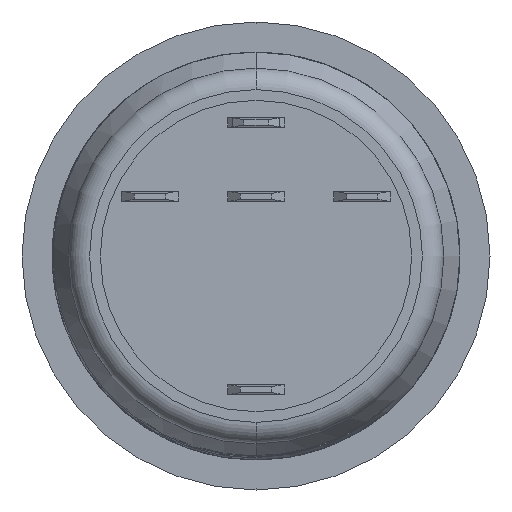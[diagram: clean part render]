
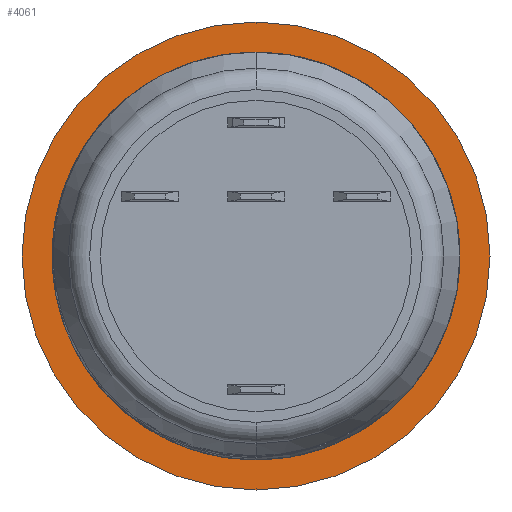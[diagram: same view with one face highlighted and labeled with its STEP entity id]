
A CAD part, front view. The second image highlights one B-rep face of the part: STEP entity #4061.
In plain terms, the highlighted planar face has unit normal (0, -1, 0).
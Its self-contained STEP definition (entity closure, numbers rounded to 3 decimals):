
#31 = AXIS2_PLACEMENT_3D ( 'NONE', #3182, #5512, #9250 ) ;
#544 = CARTESIAN_POINT ( 'NONE',  ( -7.9, 0., 0. ) ) ;
#576 = DIRECTION ( 'NONE',  ( 0., 0., -1. ) ) ;
#770 = CIRCLE ( 'NONE', #4256, 10.9 ) ;
#862 = EDGE_CURVE ( 'NONE', #6306, #2533, #770, .T. ) ;
#886 = CARTESIAN_POINT ( 'NONE',  ( -7.9, 0., -10.9 ) ) ;
#1742 = VERTEX_POINT ( 'NONE', #8144 ) ;
#1826 = AXIS2_PLACEMENT_3D ( 'NONE', #4222, #8771, #5685 ) ;
#2247 = EDGE_CURVE ( 'NONE', #2533, #6306, #8349, .T. ) ;
#2271 = DIRECTION ( 'NONE',  ( 0., 0., -1. ) ) ;
#2374 = ORIENTED_EDGE ( 'NONE', *, *, #862, .T. ) ;
#2533 = VERTEX_POINT ( 'NONE', #886 ) ;
#3115 = EDGE_LOOP ( 'NONE', ( #8460, #2374 ) ) ;
#3160 = EDGE_CURVE ( 'NONE', #1742, #4116, #5987, .T. ) ;
#3182 = CARTESIAN_POINT ( 'NONE',  ( -7.9, 0., 0. ) ) ;
#3441 = EDGE_CURVE ( 'NONE', #4116, #1742, #7878, .T. ) ;
#3790 = DIRECTION ( 'NONE',  ( 0., -1., 0. ) ) ;
#4061 = ADVANCED_FACE ( 'NONE', ( #4143, #5822 ), #6853, .T. ) ;
#4116 = VERTEX_POINT ( 'NONE', #4541 ) ;
#4143 = FACE_BOUND ( 'NONE', #9080, .T. ) ;
#4190 = ORIENTED_EDGE ( 'NONE', *, *, #3441, .F. ) ;
#4222 = CARTESIAN_POINT ( 'NONE',  ( -7.9, 0., 0. ) ) ;
#4256 = AXIS2_PLACEMENT_3D ( 'NONE', #7500, #8382, #8276 ) ;
#4456 = AXIS2_PLACEMENT_3D ( 'NONE', #9205, #3790, #2271 ) ;
#4541 = CARTESIAN_POINT ( 'NONE',  ( -7.9, 0., -9.5 ) ) ;
#5452 = ORIENTED_EDGE ( 'NONE', *, *, #3160, .F. ) ;
#5512 = DIRECTION ( 'NONE',  ( 0., -1., 0. ) ) ;
#5685 = DIRECTION ( 'NONE',  ( 0., 0., -1. ) ) ;
#5822 = FACE_OUTER_BOUND ( 'NONE', #3115, .T. ) ;
#5920 = DIRECTION ( 'NONE',  ( 0., -1., 0. ) ) ;
#5987 = CIRCLE ( 'NONE', #9286, 9.5 ) ;
#6306 = VERTEX_POINT ( 'NONE', #8819 ) ;
#6853 = PLANE ( 'NONE',  #4456 ) ;
#7500 = CARTESIAN_POINT ( 'NONE',  ( -7.9, 0., 0. ) ) ;
#7878 = CIRCLE ( 'NONE', #31, 9.5 ) ;
#8144 = CARTESIAN_POINT ( 'NONE',  ( -7.9, 0., 9.5 ) ) ;
#8276 = DIRECTION ( 'NONE',  ( 0., 0., -1. ) ) ;
#8349 = CIRCLE ( 'NONE', #1826, 10.9 ) ;
#8382 = DIRECTION ( 'NONE',  ( 0., -1., 0. ) ) ;
#8460 = ORIENTED_EDGE ( 'NONE', *, *, #2247, .T. ) ;
#8771 = DIRECTION ( 'NONE',  ( 0., -1., 0. ) ) ;
#8819 = CARTESIAN_POINT ( 'NONE',  ( -7.9, 0., 10.9 ) ) ;
#9080 = EDGE_LOOP ( 'NONE', ( #4190, #5452 ) ) ;
#9205 = CARTESIAN_POINT ( 'NONE',  ( 0., 0., 0. ) ) ;
#9250 = DIRECTION ( 'NONE',  ( 0., 0., -1. ) ) ;
#9286 = AXIS2_PLACEMENT_3D ( 'NONE', #544, #5920, #576 ) ;
